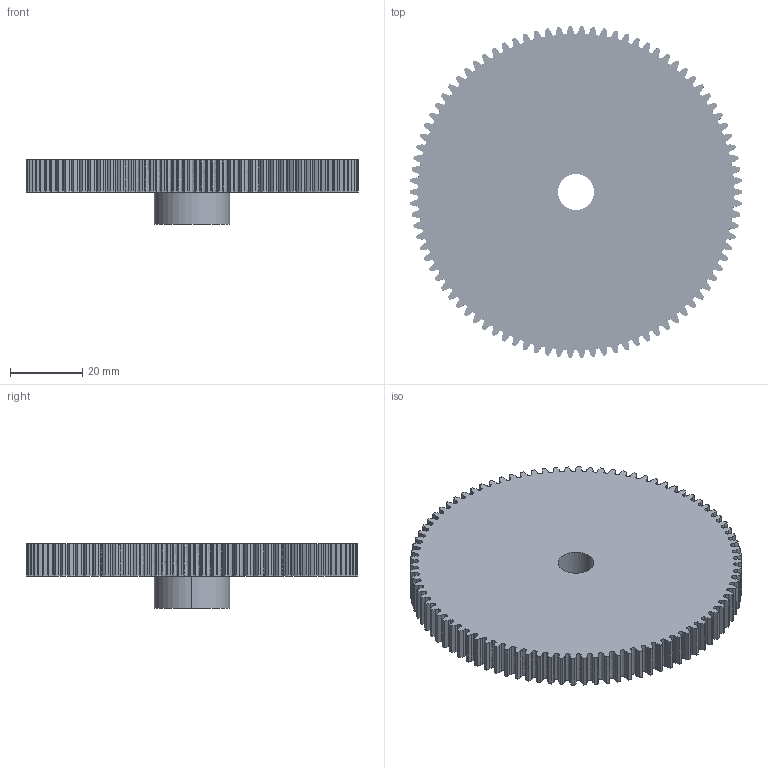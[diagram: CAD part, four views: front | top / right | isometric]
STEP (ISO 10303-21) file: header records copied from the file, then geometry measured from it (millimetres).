
FILE_DESCRIPTION (( 'STEP AP214' ), '1' );
FILE_NAME ('119-010-090.STEP', '2010-02-26T08:26:54', ( 'Josef Marchelbeck' ), ( 'WMH Herion Antriebstechnik GmbH' ), 'SwSTEP 2.0', 'SolidWorks 2010', '' );
FILE_SCHEMA (( 'AUTOMOTIVE_DESIGN' ));
Length unit declared in the file: millimetre
Products named in the file (1): 119-010-090
Bounding box: 92 x 91.97 x 18 mm (x, y, z)
Volume: 57528.2 mm3; surface area: 18966.9 mm2
Topology: 1 solids, 1 shells, 368 faces, 1095 edges, 730 vertices
Faces by surface type: bspline 270, cylinder 95, plane 3
Entity records: 19867 total; most frequent: CARTESIAN_POINT 11644, ORIENTED_EDGE 2190, EDGE_CURVE 1095, DIRECTION 943, VERTEX_POINT 730, B_SPLINE_CURVE_WITH_KNOTS 540, EDGE_LOOP 371, FACE_OUTER_BOUND 368
